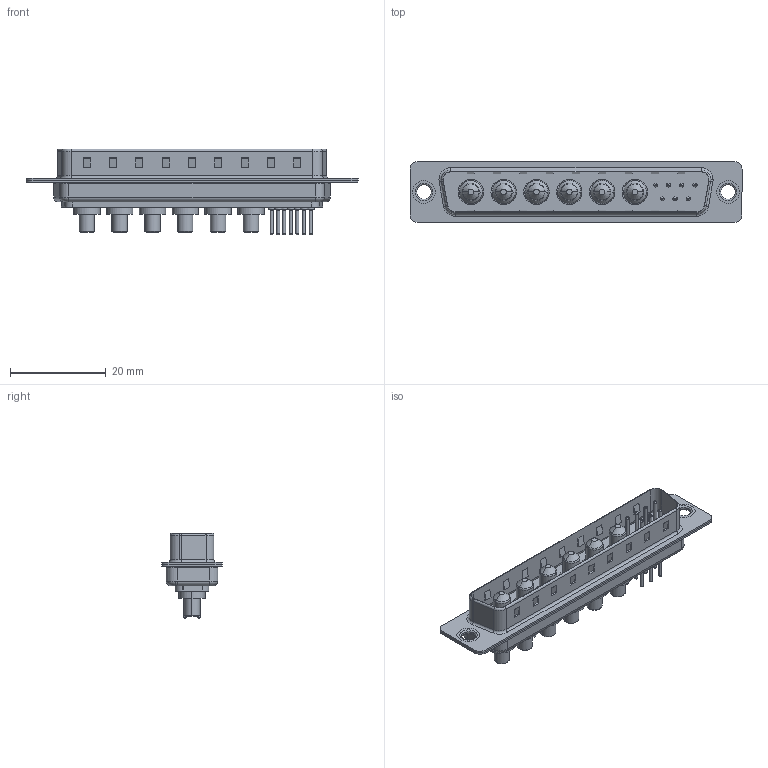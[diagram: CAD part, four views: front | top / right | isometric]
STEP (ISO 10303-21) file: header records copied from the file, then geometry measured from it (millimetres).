
FILE_DESCRIPTION (( 'STEP AP203' ), '1' );
FILE_NAME ('627-13W6224-3N1.STEP', '2019-05-28T07:14:25', ( '' ), ( '' ), 'SwSTEP 2.0', 'SolidWorks 2016', '' );
FILE_SCHEMA (( 'CONFIG_CONTROL_DESIGN' ));
Length unit declared in the file: millimetre
Products named in the file (8): 627Combo Thru Hole Rivet; 627Combo Shell Rear_37 Contacts; 627Combo Housing_13W6; 627-13W6224-3N1; 627Combo Contact Row 2_24; 627Combo Shell Front_37 Contacts; Power Pin_30A S; 627Combo Contact Row 1_24
Assembly tree (18 placements, depth 2):
  627-13W6224-3N1
    627Combo Housing_13W6
    627Combo Shell Rear_37 Contacts
    627Combo Shell Front_37 Contacts
    627Combo Thru Hole Rivet  x2
    Power Pin_30A S  x6
    627Combo Contact Row 1_24  x4
    627Combo Contact Row 2_24  x3
Bounding box: 69.3 x 12.6 x 17.9 mm (x, y, z)
Volume: 4144.5 mm3; surface area: 8946 mm2
Topology: 24 solids, 24 shells, 885 faces, 2003 edges, 1230 vertices
Faces by surface type: cylinder 337, plane 312, torus 182, cone 42, bspline 12
Entity records: 17325 total; most frequent: DIRECTION 2996, CARTESIAN_POINT 2818, ORIENTED_EDGE 2632, EDGE_CURVE 1316, AXIS2_PLACEMENT_3D 1135, VERTEX_POINT 826, LINE 726, VECTOR 726
